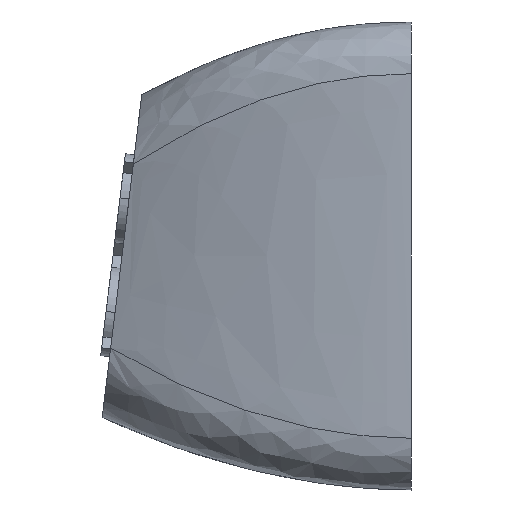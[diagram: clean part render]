
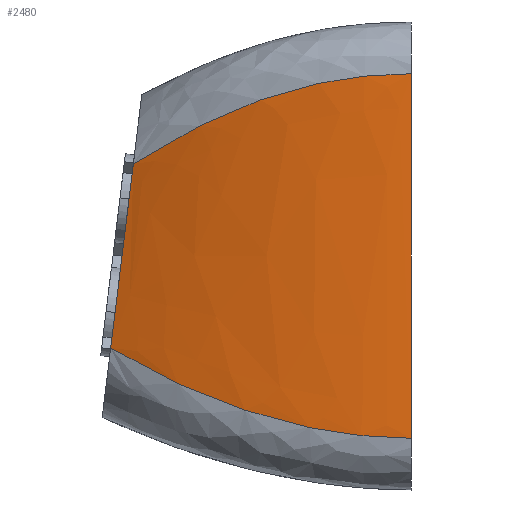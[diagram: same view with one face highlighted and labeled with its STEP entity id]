
A CAD part, left-side view. The second image highlights one B-rep face of the part: STEP entity #2480.
In plain terms, the highlighted free-form (B-spline) face has degree [3, 3] with [4, 4] control points.
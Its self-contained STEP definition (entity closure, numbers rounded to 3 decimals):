
#241=FACE_OUTER_BOUND('',#381,.T.);
#381=EDGE_LOOP('',(#1910,#1911,#1912,#1913));
#515=LINE('',#4296,#695);
#520=LINE('',#4317,#700);
#695=VECTOR('',#2738,10.);
#700=VECTOR('',#2755,10.);
#919=B_SPLINE_CURVE_WITH_KNOTS('',3,(#4433,#4434,#4435,#4436),
 .UNSPECIFIED.,.F.,.F.,(4,4),(0.,1.),.UNSPECIFIED.);
#920=B_SPLINE_CURVE_WITH_KNOTS('',3,(#4453,#4454,#4455,#4456),
 .UNSPECIFIED.,.F.,.F.,(4,4),(0.,1.),.UNSPECIFIED.);
#1046=VERTEX_POINT('',#4293);
#1047=VERTEX_POINT('',#4295);
#1056=VERTEX_POINT('',#4314);
#1057=VERTEX_POINT('',#4316);
#1352=EDGE_CURVE('',#1047,#1046,#515,.T.);
#1362=EDGE_CURVE('',#1056,#1057,#520,.T.);
#1370=EDGE_CURVE('',#1056,#1047,#919,.T.);
#1371=EDGE_CURVE('',#1057,#1046,#920,.T.);
#1910=ORIENTED_EDGE('',*,*,#1362,.F.);
#1911=ORIENTED_EDGE('',*,*,#1370,.T.);
#1912=ORIENTED_EDGE('',*,*,#1352,.T.);
#1913=ORIENTED_EDGE('',*,*,#1371,.F.);
#2411=B_SPLINE_SURFACE_WITH_KNOTS('',3,3,((#4437,#4438,#4439,#4440),(#4441,
#4442,#4443,#4444),(#4445,#4446,#4447,#4448),(#4449,#4450,#4451,#4452)),
 .UNSPECIFIED.,.F.,.F.,.F.,(4,4),(4,4),(0.,1.),(0.,1.),.UNSPECIFIED.);
#2480=ADVANCED_FACE('',(#241),#2411,.F.);
#2738=DIRECTION('',(0.,0.,1.));
#2755=DIRECTION('',(0.,-0.122,0.993));
#4293=CARTESIAN_POINT('',(0.,0.,16.1));
#4295=CARTESIAN_POINT('',(0.,0.,2.));
#4296=CARTESIAN_POINT('',(0.,0.,16.1));
#4314=CARTESIAN_POINT('',(2.7,11.625,5.494));
#4316=CARTESIAN_POINT('',(2.7,10.752,12.606));
#4317=CARTESIAN_POINT('',(2.7,10.752,12.606));
#4433=CARTESIAN_POINT('Ctrl Pts',(2.7,11.625,5.494));
#4434=CARTESIAN_POINT('Ctrl Pts',(0.9,7.75,3.165));
#4435=CARTESIAN_POINT('Ctrl Pts',(0.,3.73,
2.));
#4436=CARTESIAN_POINT('Ctrl Pts',(0.,0.,
2.));
#4437=CARTESIAN_POINT('Ctrl Pts',(2.7,11.625,5.494));
#4438=CARTESIAN_POINT('Ctrl Pts',(0.9,7.75,3.165));
#4439=CARTESIAN_POINT('Ctrl Pts',(0.,3.73,
2.));
#4440=CARTESIAN_POINT('Ctrl Pts',(0.,0.,
2.));
#4441=CARTESIAN_POINT('Ctrl Pts',(2.7,11.453,6.897));
#4442=CARTESIAN_POINT('Ctrl Pts',(0.939,7.635,4.8));
#4443=CARTESIAN_POINT('Ctrl Pts',(0.,3.73,
3.047));
#4444=CARTESIAN_POINT('Ctrl Pts',(0.,0.,
3.047));
#4445=CARTESIAN_POINT('Ctrl Pts',(2.7,10.924,11.203));
#4446=CARTESIAN_POINT('Ctrl Pts',(0.939,7.283,13.3));
#4447=CARTESIAN_POINT('Ctrl Pts',(0.,3.73,
15.053));
#4448=CARTESIAN_POINT('Ctrl Pts',(0.,0.,
15.053));
#4449=CARTESIAN_POINT('Ctrl Pts',(2.7,10.752,12.606));
#4450=CARTESIAN_POINT('Ctrl Pts',(0.9,7.168,14.935));
#4451=CARTESIAN_POINT('Ctrl Pts',(0.,3.73,
16.1));
#4452=CARTESIAN_POINT('Ctrl Pts',(0.,0.,
16.1));
#4453=CARTESIAN_POINT('Ctrl Pts',(2.7,10.752,12.606));
#4454=CARTESIAN_POINT('Ctrl Pts',(0.9,7.168,14.935));
#4455=CARTESIAN_POINT('Ctrl Pts',(0.,3.73,16.1));
#4456=CARTESIAN_POINT('Ctrl Pts',(0.,0.,16.1));
